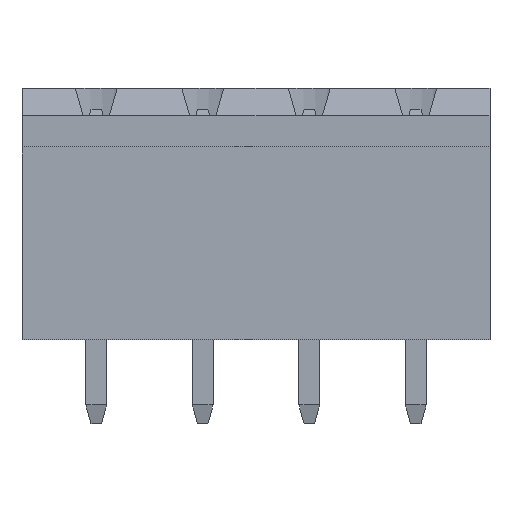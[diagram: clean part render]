
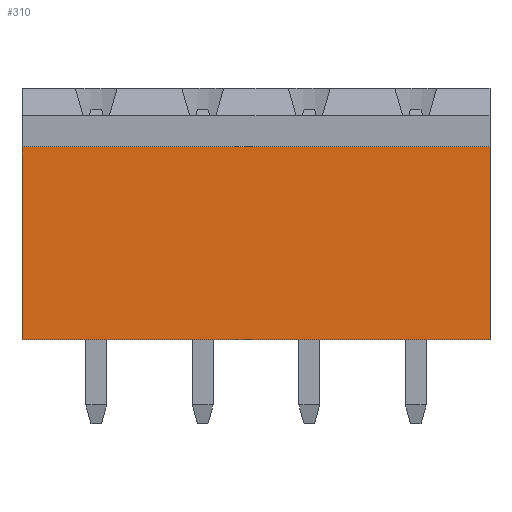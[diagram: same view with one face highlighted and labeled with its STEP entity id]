
A CAD part, front view. The second image highlights one B-rep face of the part: STEP entity #310.
In plain terms, the highlighted planar face has unit normal (0, -1, 0).
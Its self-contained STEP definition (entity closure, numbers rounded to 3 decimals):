
#310 = ADVANCED_FACE( '', ( #708 ), #709, .T. );
#708 = FACE_OUTER_BOUND( '', #1221, .T. );
#709 = PLANE( '', #1222 );
#1221 = EDGE_LOOP( '', ( #1905, #1906, #1907, #1908 ) );
#1222 = AXIS2_PLACEMENT_3D( '', #1909, #1910, #1911 );
#1905 = ORIENTED_EDGE( '', *, *, #3240, .F. );
#1906 = ORIENTED_EDGE( '', *, *, #3338, .F. );
#1907 = ORIENTED_EDGE( '', *, *, #3339, .T. );
#1908 = ORIENTED_EDGE( '', *, *, #3340, .T. );
#1909 = CARTESIAN_POINT( '', ( 11.16, -4.05, -6. ) );
#1910 = DIRECTION( '', ( 0., -1., 0. ) );
#1911 = DIRECTION( '', ( 0., 0., -1. ) );
#3240 = EDGE_CURVE( '', #3907, #3909, #3910, .T. );
#3338 = EDGE_CURVE( '', #4069, #3907, #4070, .T. );
#3339 = EDGE_CURVE( '', #4069, #4071, #4072, .T. );
#3340 = EDGE_CURVE( '', #4071, #3909, #4073, .T. );
#3907 = VERTEX_POINT( '', #4864 );
#3909 = VERTEX_POINT( '', #4867 );
#3910 = LINE( '', #4868, #4869 );
#4069 = VERTEX_POINT( '', #5097 );
#4070 = LINE( '', #5098, #5099 );
#4071 = VERTEX_POINT( '', #5100 );
#4072 = LINE( '', #5101, #5102 );
#4073 = LINE( '', #5103, #5104 );
#4864 = CARTESIAN_POINT( '', ( -11.16, -4.05, -6. ) );
#4867 = CARTESIAN_POINT( '', ( -11.16, -4.05, 3.2 ) );
#4868 = CARTESIAN_POINT( '', ( -11.16, -4.05, -6. ) );
#4869 = VECTOR( '', #6058, 1000. );
#5097 = CARTESIAN_POINT( '', ( 11.16, -4.05, -6. ) );
#5098 = CARTESIAN_POINT( '', ( 11.16, -4.05, -6. ) );
#5099 = VECTOR( '', #6152, 1000. );
#5100 = CARTESIAN_POINT( '', ( 11.16, -4.05, 3.2 ) );
#5101 = CARTESIAN_POINT( '', ( 11.16, -4.05, -6. ) );
#5102 = VECTOR( '', #6153, 1000. );
#5103 = CARTESIAN_POINT( '', ( 11.16, -4.05, 3.2 ) );
#5104 = VECTOR( '', #6154, 1000. );
#6058 = DIRECTION( '', ( 0., 0., 1. ) );
#6152 = DIRECTION( '', ( -1., 0., 0. ) );
#6153 = DIRECTION( '', ( 0., 0., 1. ) );
#6154 = DIRECTION( '', ( -1., 0., 0. ) );
